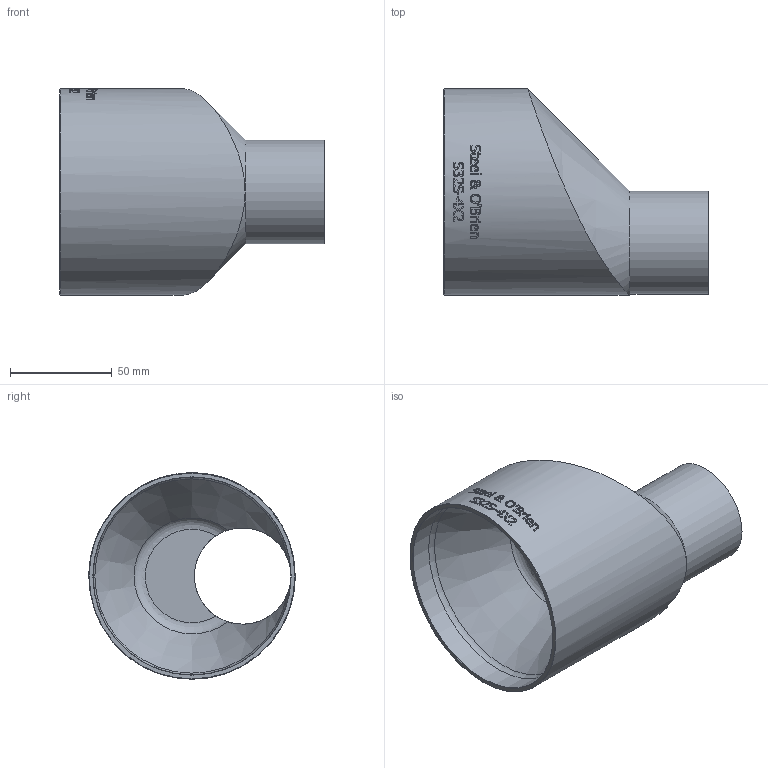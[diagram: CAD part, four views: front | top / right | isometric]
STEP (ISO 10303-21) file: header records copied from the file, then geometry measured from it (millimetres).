
FILE_DESCRIPTION(/* description */ (''),/* implementation_level */ '2;1');
FILE_NAME(/* name */ 'S32S-4X2.stp',/* time_stamp */ '2018-11-30T09:01:15-05:00',/* author */ ('rick'),/* organization */ (''),/* preprocessor_version */ 'ST-DEVELOPER v15.2',/* originating_system */ 'Autodesk Inventor 2014',/* authorisation */ '');
FILE_SCHEMA (('AUTOMOTIVE_DESIGN { 1 0 10303 214 3 1 1 }'));
Length unit declared in the file: inch
Products named in the file (1): S32S-4X2
Bounding box: 130.18 x 101.6 x 101.6 mm (x, y, z)
Volume: 260095.3 mm3; surface area: 63714.2 mm2
Topology: 1 solids, 1 shells, 374 faces, 1017 edges, 676 vertices
Faces by surface type: bspline 192, plane 141, cylinder 35, torus 4, cone 2
Full cylindrical faces by diameter (mm): 47.498 x1, 50.8 x1, 97.384 x1, 101.6 x1
Entity records: 15230 total; most frequent: CARTESIAN_POINT 6925, ORIENTED_EDGE 2018, DIRECTION 1158, EDGE_CURVE 1009, VERTEX_POINT 675, LINE 444, VECTOR 444, EDGE_LOOP 414
